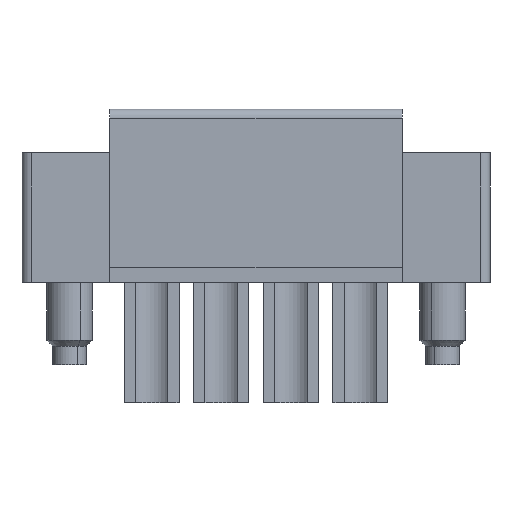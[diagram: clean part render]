
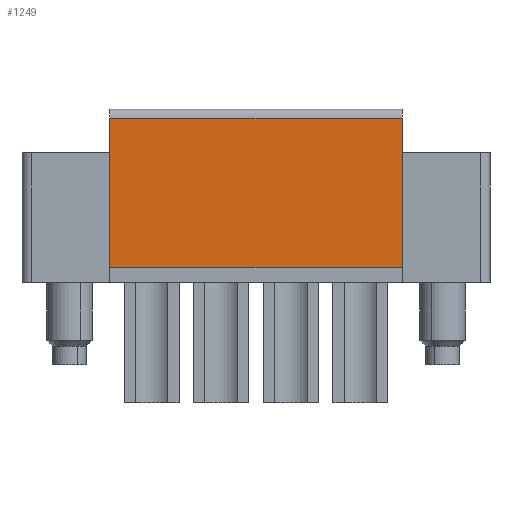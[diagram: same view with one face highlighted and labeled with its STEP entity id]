
A CAD part, front view. The second image highlights one B-rep face of the part: STEP entity #1249.
In plain terms, the highlighted planar face has unit normal (0, -1, 0).
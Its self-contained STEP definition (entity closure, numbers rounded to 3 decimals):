
#1213=AXIS2_PLACEMENT_3D('Plane Axis2P3D',#1210,#1211,#1212) ;
#1210=CARTESIAN_POINT('Axis2P3D Location',(4.8,0.,6.6)) ;
#1215=CARTESIAN_POINT('Line Origine',(4.8,0.,11.5)) ;
#1219=CARTESIAN_POINT('Vertex',(4.8,0.,7.4)) ;
#1221=CARTESIAN_POINT('Vertex',(4.8,0.,15.6)) ;
#1224=CARTESIAN_POINT('Line Origine',(12.815,0.,7.4)) ;
#1228=CARTESIAN_POINT('Vertex',(20.83,0.,7.4)) ;
#1231=CARTESIAN_POINT('Line Origine',(20.83,0.,11.5)) ;
#1235=CARTESIAN_POINT('Vertex',(20.83,0.,15.6)) ;
#1238=CARTESIAN_POINT('Line Origine',(12.815,0.,15.6)) ;
#1211=DIRECTION('Axis2P3D Direction',(0.,1.,0.)) ;
#1212=DIRECTION('Axis2P3D XDirection',(0.,0.,1.)) ;
#1216=DIRECTION('Vector Direction',(0.,0.,1.)) ;
#1225=DIRECTION('Vector Direction',(1.,0.,0.)) ;
#1232=DIRECTION('Vector Direction',(0.,0.,1.)) ;
#1239=DIRECTION('Vector Direction',(1.,0.,0.)) ;
#1217=VECTOR('Line Direction',#1216,1.) ;
#1226=VECTOR('Line Direction',#1225,1.) ;
#1233=VECTOR('Line Direction',#1232,1.) ;
#1240=VECTOR('Line Direction',#1239,1.) ;
#1244=ORIENTED_EDGE('',*,*,#1223,.F.) ;
#1245=ORIENTED_EDGE('',*,*,#1230,.T.) ;
#1246=ORIENTED_EDGE('',*,*,#1237,.T.) ;
#1247=ORIENTED_EDGE('',*,*,#1242,.F.) ;
#1249=ADVANCED_FACE('HOUSING',(#1248),#1214,.F.) ;
#1223=EDGE_CURVE('',#1220,#1222,#1218,.T.) ;
#1230=EDGE_CURVE('',#1220,#1229,#1227,.T.) ;
#1237=EDGE_CURVE('',#1229,#1236,#1234,.T.) ;
#1242=EDGE_CURVE('',#1222,#1236,#1241,.T.) ;
#1243=EDGE_LOOP('',(#1244,#1245,#1246,#1247)) ;
#1248=FACE_OUTER_BOUND('',#1243,.T.) ;
#1218=LINE('Line',#1215,#1217) ;
#1227=LINE('Line',#1224,#1226) ;
#1234=LINE('Line',#1231,#1233) ;
#1241=LINE('Line',#1238,#1240) ;
#1214=PLANE('',#1213) ;
#1220=VERTEX_POINT('',#1219) ;
#1222=VERTEX_POINT('',#1221) ;
#1229=VERTEX_POINT('',#1228) ;
#1236=VERTEX_POINT('',#1235) ;
